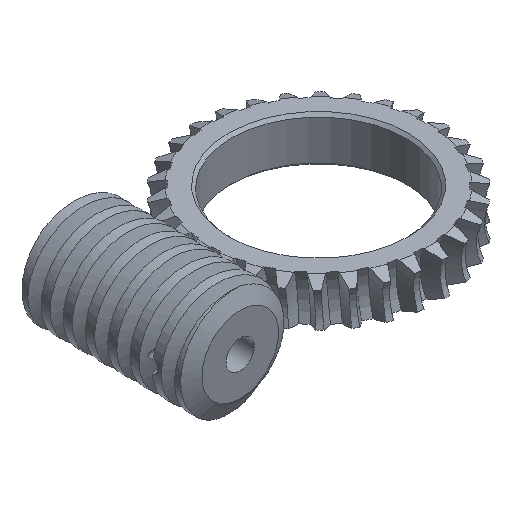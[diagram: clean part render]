
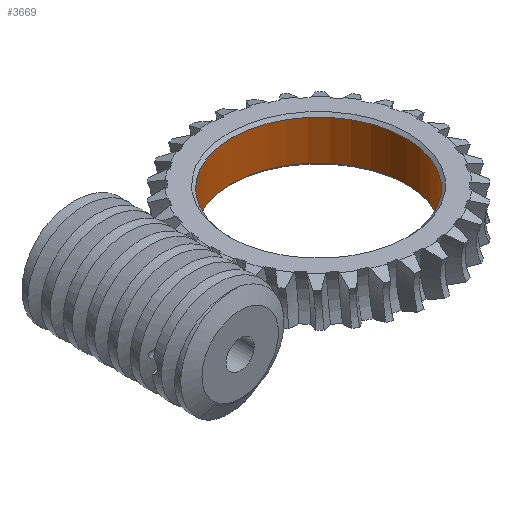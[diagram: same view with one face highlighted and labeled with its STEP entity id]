
A CAD part, isometric view. The second image highlights one B-rep face of the part: STEP entity #3669.
In plain terms, the highlighted cylindrical face has radius 15.35 mm (diameter 30.7 mm), a full revolution.
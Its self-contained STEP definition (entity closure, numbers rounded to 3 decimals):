
#384=CIRCLE('',#3944,15.35);
#385=CIRCLE('',#3945,15.35);
#386=CIRCLE('',#3947,15.35);
#596=FACE_OUTER_BOUND('',#812,.T.);
#812=EDGE_LOOP('',(#2500,#2501,#2502,#2503,#2504));
#1254=LINE('',#7601,#1275);
#1275=VECTOR('',#4471,15.35);
#1334=VERTEX_POINT('',#7594);
#1335=VERTEX_POINT('',#7596);
#1336=VERTEX_POINT('',#7600);
#1783=EDGE_CURVE('',#1334,#1335,#384,.T.);
#1784=EDGE_CURVE('',#1335,#1334,#385,.T.);
#1785=EDGE_CURVE('',#1335,#1336,#1254,.T.);
#1786=EDGE_CURVE('',#1336,#1336,#386,.T.);
#2500=ORIENTED_EDGE('',*,*,#1783,.F.);
#2501=ORIENTED_EDGE('',*,*,#1784,.F.);
#2502=ORIENTED_EDGE('',*,*,#1785,.T.);
#2503=ORIENTED_EDGE('',*,*,#1786,.F.);
#2504=ORIENTED_EDGE('',*,*,#1785,.F.);
#3610=CYLINDRICAL_SURFACE('',#3946,15.35);
#3669=ADVANCED_FACE('',(#596),#3610,.F.);
#3944=AXIS2_PLACEMENT_3D('',#7597,#4465,#4466);
#3945=AXIS2_PLACEMENT_3D('',#7598,#4467,#4468);
#3946=AXIS2_PLACEMENT_3D('',#7599,#4469,#4470);
#3947=AXIS2_PLACEMENT_3D('',#7602,#4472,#4473);
#4465=DIRECTION('center_axis',(0.,0.,1.));
#4466=DIRECTION('ref_axis',(0.955,-0.296,0.));
#4467=DIRECTION('center_axis',(0.,0.,1.));
#4468=DIRECTION('ref_axis',(0.955,-0.296,0.));
#4469=DIRECTION('center_axis',(0.,0.,1.));
#4470=DIRECTION('ref_axis',(-0.955,0.296,0.));
#4471=DIRECTION('',(0.,0.,1.));
#4472=DIRECTION('center_axis',(0.,0.,-1.));
#4473=DIRECTION('ref_axis',(-0.955,0.296,0.));
#7594=CARTESIAN_POINT('',(-14.661,4.548,-3.5));
#7596=CARTESIAN_POINT('',(14.661,-4.548,-3.5));
#7597=CARTESIAN_POINT('Origin',(0.,0.,
-3.5));
#7598=CARTESIAN_POINT('Origin',(0.,0.,
-3.5));
#7599=CARTESIAN_POINT('Origin',(0.,0.,
-4.));
#7600=CARTESIAN_POINT('',(14.661,-4.548,3.5));
#7601=CARTESIAN_POINT('',(14.661,-4.548,-4.));
#7602=CARTESIAN_POINT('Origin',(0.,0.,
3.5));
